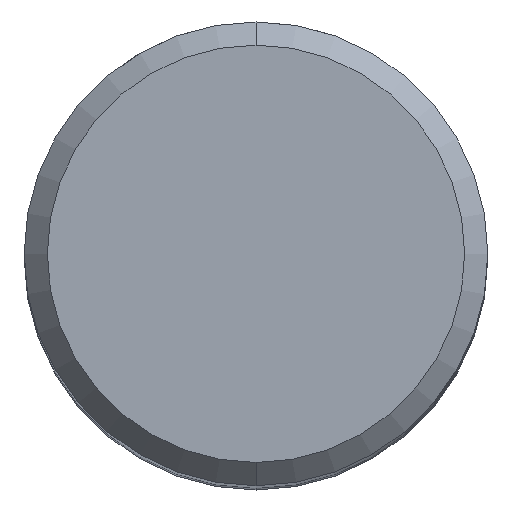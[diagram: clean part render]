
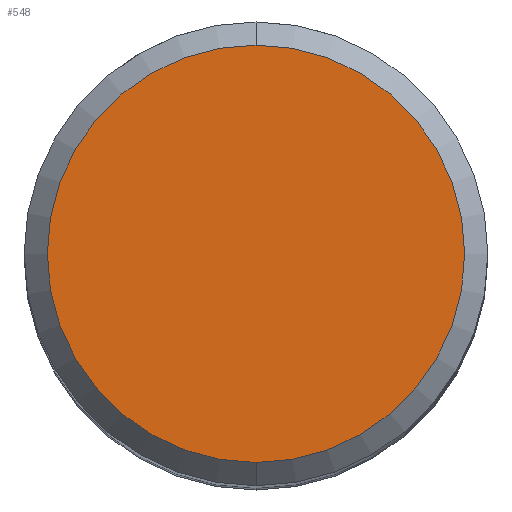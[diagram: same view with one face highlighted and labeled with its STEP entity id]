
A CAD part, top view. The second image highlights one B-rep face of the part: STEP entity #548.
In plain terms, the highlighted face is planar.
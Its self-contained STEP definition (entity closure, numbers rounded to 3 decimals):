
#205=CARTESIAN_POINT('',(0.,0.,0.));
#206=DIRECTION('',(0.,0.,1.));
#207=DIRECTION('',(0.,1.,0.));
#208=AXIS2_PLACEMENT_3D('',#205,#206,#207);
#213=CARTESIAN_POINT('',(0.,0.,0.));
#214=DIRECTION('',(0.,0.,-1.));
#215=DIRECTION('',(0.,1.,0.));
#216=AXIS2_PLACEMENT_3D('',#213,#214,#215);
#500=CARTESIAN_POINT('',(0.,7.2,0.));
#502=VERTEX_POINT('',#500);
#504=CARTESIAN_POINT('',(0.,-7.2,0.));
#506=VERTEX_POINT('',#504);
#537=CARTESIAN_POINT('',(0.,0.,0.));
#538=DIRECTION('',(0.,0.,-1.));
#539=DIRECTION('',(0.,-1.,0.));
#540=AXIS2_PLACEMENT_3D('',#537,#538,#539);
#541=PLANE('',#540);
#543=ORIENTED_EDGE('',*,*,#542,.T.);
#545=ORIENTED_EDGE('',*,*,#544,.F.);
#546=EDGE_LOOP('',(#543,#545));
#547=FACE_OUTER_BOUND('',#546,.F.);
#209=CIRCLE('',#208,7.2);
#217=CIRCLE('',#216,7.2);
#542=EDGE_CURVE('',#502,#506,#209,.T.);
#544=EDGE_CURVE('',#502,#506,#217,.T.);
#548=ADVANCED_FACE('',(#547),#541,.T.);
